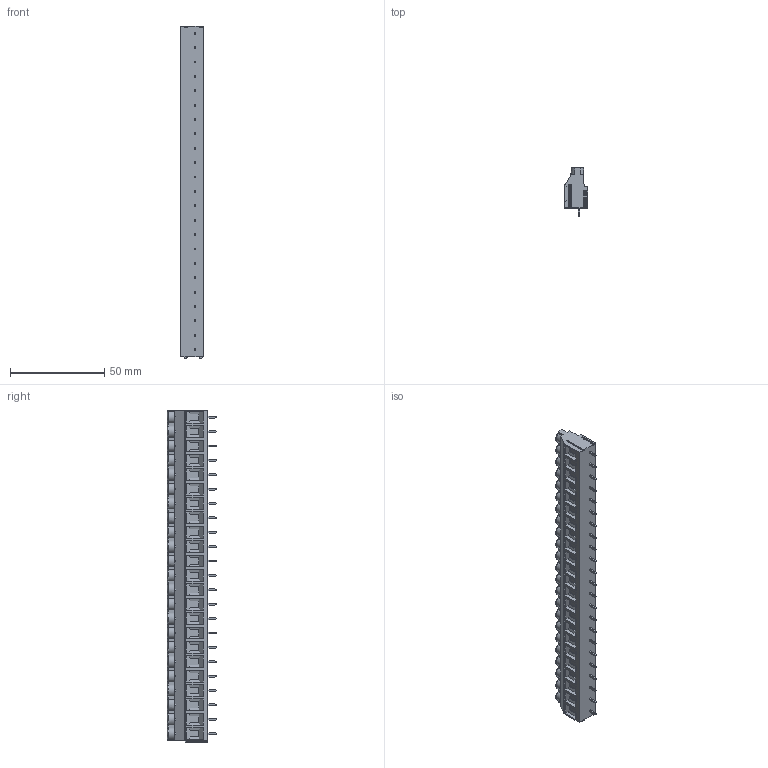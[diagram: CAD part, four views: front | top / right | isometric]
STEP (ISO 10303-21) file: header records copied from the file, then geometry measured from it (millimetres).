
FILE_DESCRIPTION((''),'2;1');
FILE_NAME('TL506V','2025-01-10T',('yanfa'),(''),'PRO/ENGINEER BY PARAMETRIC TECHNOLOGY CORPORATION, 2009280','PRO/ENGINEER BY PARAMETRIC TECHNOLOGY CORPORATION, 2009280','');
FILE_SCHEMA(('AUTOMOTIVE_DESIGN_CC2 { 1 2 10303 214 -1 1 5 2 }'));
Length unit declared in the file: millimetre
Products named in the file (1): TL506V
Bounding box: 12.5 x 26.1 x 175.87 mm (x, y, z)
Volume: 33555.4 mm3; surface area: 15295.6 mm2
Topology: 1 solids, 1 shells, 1292 faces, 3295 edges, 2051 vertices
Faces by surface type: plane 774, cylinder 311, torus 92, cone 92, sphere 23
Entity records: 39539 total; most frequent: CARTESIAN_POINT 8378, ORIENTED_EDGE 6544, DIRECTION 6363, EDGE_CURVE 3272, VECTOR 2259, LINE 2259, AXIS2_PLACEMENT_3D 2052, VERTEX_POINT 2051
